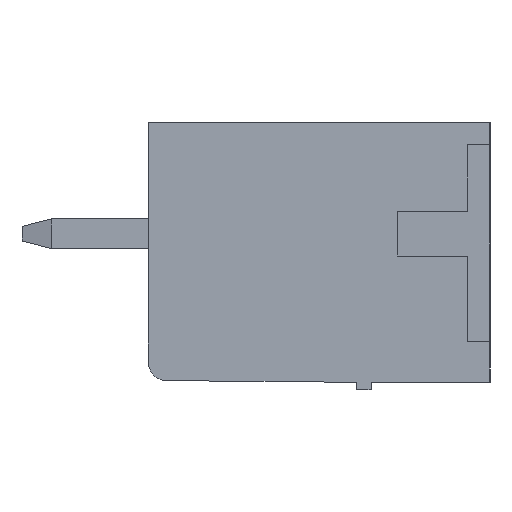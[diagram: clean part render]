
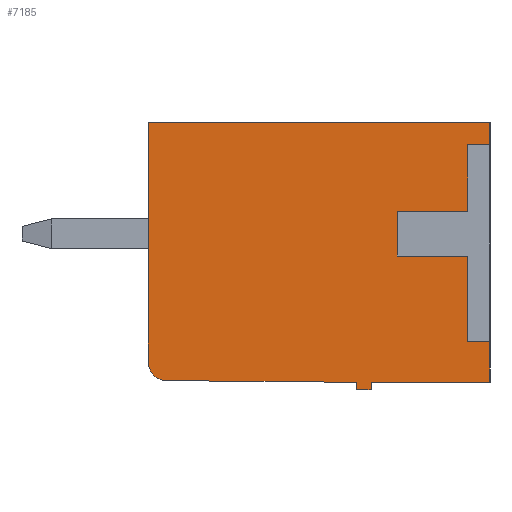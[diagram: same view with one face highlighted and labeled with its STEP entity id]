
A CAD part, left-side view. The second image highlights one B-rep face of the part: STEP entity #7185.
In plain terms, the highlighted planar face has unit normal (-1, 0, 0).
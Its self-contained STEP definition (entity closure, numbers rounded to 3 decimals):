
#16=DIRECTION('',(0.,-1.,0.));
#17=VECTOR('',#16,9.2);
#18=CARTESIAN_POINT('',(0.,9.2,7.));
#19=LINE('',#18,#17);
#20=DIRECTION('',(0.,0.,-1.));
#21=VECTOR('',#20,0.6);
#22=CARTESIAN_POINT('',(0.,0.,7.));
#23=LINE('',#22,#21);
#24=DIRECTION('',(0.,1.,0.));
#25=VECTOR('',#24,0.6);
#26=CARTESIAN_POINT('',(0.,0.,6.4));
#27=LINE('',#26,#25);
#28=DIRECTION('',(0.,0.,-1.));
#29=VECTOR('',#28,1.8);
#30=CARTESIAN_POINT('',(0.,0.6,6.4));
#31=LINE('',#30,#29);
#32=DIRECTION('',(0.,1.,0.));
#33=VECTOR('',#32,1.9);
#34=CARTESIAN_POINT('',(0.,0.6,4.6));
#35=LINE('',#34,#33);
#36=DIRECTION('',(0.,0.,-1.));
#37=VECTOR('',#36,1.2);
#38=CARTESIAN_POINT('',(0.,2.5,4.6));
#39=LINE('',#38,#37);
#40=DIRECTION('',(0.,-1.,0.));
#41=VECTOR('',#40,1.9);
#42=CARTESIAN_POINT('',(0.,2.5,3.4));
#43=LINE('',#42,#41);
#44=DIRECTION('',(0.,0.,-1.));
#45=VECTOR('',#44,2.3);
#46=CARTESIAN_POINT('',(0.,0.6,3.4));
#47=LINE('',#46,#45);
#48=DIRECTION('',(0.,1.,0.));
#49=VECTOR('',#48,0.6);
#50=CARTESIAN_POINT('',(0.,0.,1.1));
#51=LINE('',#50,#49);
#52=DIRECTION('',(0.,0.,-1.));
#53=VECTOR('',#52,1.1);
#54=CARTESIAN_POINT('',(0.,0.,1.1));
#55=LINE('',#54,#53);
#56=DIRECTION('',(0.,1.,0.));
#57=VECTOR('',#56,3.2);
#58=CARTESIAN_POINT('',(0.,0.,0.));
#59=LINE('',#58,#57);
#60=DIRECTION('',(0.,0.,-1.));
#61=VECTOR('',#60,0.2);
#62=CARTESIAN_POINT('',(0.,3.2,0.));
#63=LINE('',#62,#61);
#64=DIRECTION('',(0.,1.,0.));
#65=VECTOR('',#64,0.4);
#66=CARTESIAN_POINT('',(0.,3.2,-0.2));
#67=LINE('',#66,#65);
#68=DIRECTION('',(0.,0.,1.));
#69=VECTOR('',#68,0.2);
#70=CARTESIAN_POINT('',(0.,3.6,-0.2));
#71=LINE('',#70,#69);
#72=DIRECTION('',(0.,1.,0.009));
#73=VECTOR('',#72,5.105);
#74=CARTESIAN_POINT('',(0.,3.6,0.));
#75=LINE('',#74,#73);
#76=CARTESIAN_POINT('',(0.,8.7,0.545));
#77=DIRECTION('',(-1.,0.,0.));
#78=DIRECTION('',(0.,1.,0.));
#79=AXIS2_PLACEMENT_3D('',#76,#77,#78);
#253=DIRECTION('',(0.,0.,-1.));
#254=VECTOR('',#253,6.455);
#255=CARTESIAN_POINT('',(0.,9.2,7.));
#256=LINE('',#255,#254);
#5448=CARTESIAN_POINT('',(0.,0.,0.));
#5449=CARTESIAN_POINT('',(0.,3.2,0.));
#5450=VERTEX_POINT('',#5448);
#5451=VERTEX_POINT('',#5449);
#5452=CARTESIAN_POINT('',(0.,9.2,7.));
#5453=CARTESIAN_POINT('',(0.,0.,7.));
#5454=VERTEX_POINT('',#5452);
#5455=VERTEX_POINT('',#5453);
#5526=CARTESIAN_POINT('',(0.,3.2,-0.2));
#5527=VERTEX_POINT('',#5526);
#5528=CARTESIAN_POINT('',(0.,3.6,-0.2));
#5529=VERTEX_POINT('',#5528);
#5530=CARTESIAN_POINT('',(0.,3.6,0.));
#5531=VERTEX_POINT('',#5530);
#5532=CARTESIAN_POINT('',(0.,9.2,0.545));
#5533=CARTESIAN_POINT('',(0.,8.704,0.045));
#5534=VERTEX_POINT('',#5532);
#5535=VERTEX_POINT('',#5533);
#5732=CARTESIAN_POINT('',(0.,0.,6.4));
#5733=CARTESIAN_POINT('',(0.,0.6,6.4));
#5734=VERTEX_POINT('',#5732);
#5735=VERTEX_POINT('',#5733);
#5736=CARTESIAN_POINT('',(0.,0.6,4.6));
#5737=VERTEX_POINT('',#5736);
#5738=CARTESIAN_POINT('',(0.,2.5,4.6));
#5739=VERTEX_POINT('',#5738);
#5740=CARTESIAN_POINT('',(0.,2.5,3.4));
#5741=VERTEX_POINT('',#5740);
#5742=CARTESIAN_POINT('',(0.,0.6,3.4));
#5743=VERTEX_POINT('',#5742);
#5744=CARTESIAN_POINT('',(0.,0.6,1.1));
#5745=VERTEX_POINT('',#5744);
#5746=CARTESIAN_POINT('',(0.,0.,1.1));
#5747=VERTEX_POINT('',#5746);
#7144=CARTESIAN_POINT('',(0.,0.,0.));
#7145=DIRECTION('',(1.,0.,0.));
#7146=DIRECTION('',(0.,0.,-1.));
#7147=AXIS2_PLACEMENT_3D('',#7144,#7145,#7146);
#7148=PLANE('',#7147);
#7150=ORIENTED_EDGE('',*,*,#7149,.F.);
#7152=ORIENTED_EDGE('',*,*,#7151,.T.);
#7154=ORIENTED_EDGE('',*,*,#7153,.T.);
#7156=ORIENTED_EDGE('',*,*,#7155,.T.);
#7158=ORIENTED_EDGE('',*,*,#7157,.T.);
#7160=ORIENTED_EDGE('',*,*,#7159,.T.);
#7162=ORIENTED_EDGE('',*,*,#7161,.T.);
#7164=ORIENTED_EDGE('',*,*,#7163,.T.);
#7166=ORIENTED_EDGE('',*,*,#7165,.T.);
#7168=ORIENTED_EDGE('',*,*,#7167,.F.);
#7170=ORIENTED_EDGE('',*,*,#7169,.T.);
#7172=ORIENTED_EDGE('',*,*,#7171,.T.);
#7174=ORIENTED_EDGE('',*,*,#7173,.T.);
#7176=ORIENTED_EDGE('',*,*,#7175,.T.);
#7178=ORIENTED_EDGE('',*,*,#7177,.T.);
#7180=ORIENTED_EDGE('',*,*,#7179,.T.);
#7182=ORIENTED_EDGE('',*,*,#7181,.F.);
#7183=EDGE_LOOP('',(#7150,#7152,#7154,#7156,#7158,#7160,#7162,#7164,#7166,#7168,
#7170,#7172,#7174,#7176,#7178,#7180,#7182));
#7184=FACE_OUTER_BOUND('',#7183,.F.);
#7185=ADVANCED_FACE('',(#7184),#7148,.F.);
#80=CIRCLE('',#79,0.5);
#7149=EDGE_CURVE('',#5454,#5534,#256,.T.);
#7151=EDGE_CURVE('',#5454,#5455,#19,.T.);
#7153=EDGE_CURVE('',#5455,#5734,#23,.T.);
#7155=EDGE_CURVE('',#5734,#5735,#27,.T.);
#7157=EDGE_CURVE('',#5735,#5737,#31,.T.);
#7159=EDGE_CURVE('',#5737,#5739,#35,.T.);
#7161=EDGE_CURVE('',#5739,#5741,#39,.T.);
#7163=EDGE_CURVE('',#5741,#5743,#43,.T.);
#7165=EDGE_CURVE('',#5743,#5745,#47,.T.);
#7167=EDGE_CURVE('',#5747,#5745,#51,.T.);
#7169=EDGE_CURVE('',#5747,#5450,#55,.T.);
#7171=EDGE_CURVE('',#5450,#5451,#59,.T.);
#7173=EDGE_CURVE('',#5451,#5527,#63,.T.);
#7175=EDGE_CURVE('',#5527,#5529,#67,.T.);
#7177=EDGE_CURVE('',#5529,#5531,#71,.T.);
#7179=EDGE_CURVE('',#5531,#5535,#75,.T.);
#7181=EDGE_CURVE('',#5534,#5535,#80,.T.);
